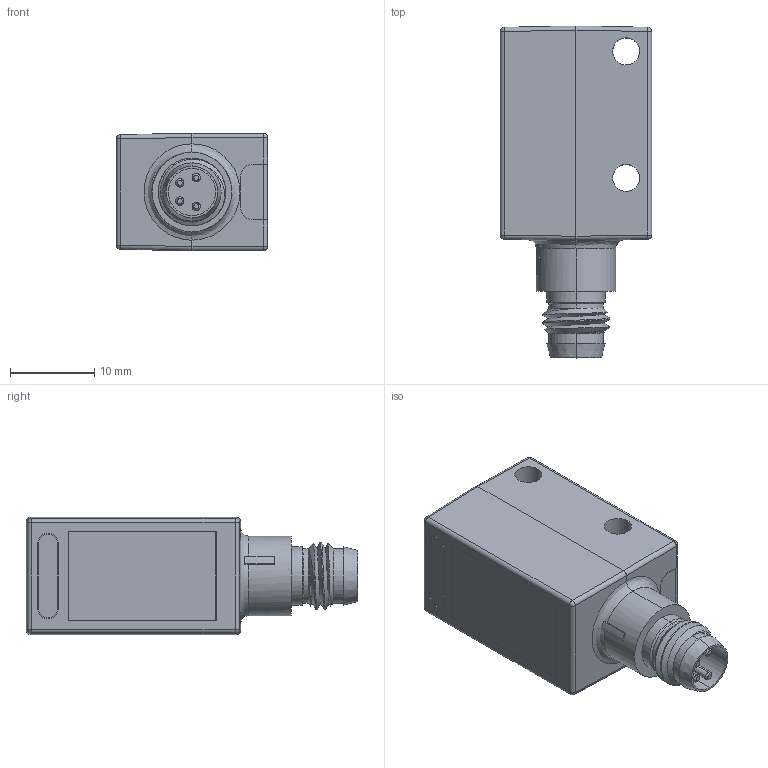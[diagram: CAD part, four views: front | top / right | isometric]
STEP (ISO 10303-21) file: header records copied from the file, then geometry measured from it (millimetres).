
FILE_DESCRIPTION((''),'2;1');
FILE_NAME('CAD1141_ML6_54_F_DUMMY_GR','2010-07-09T',('mschubert'),(''),'PRO/ENGINEER BY PARAMETRIC TECHNOLOGY CORPORATION, 2007250','PRO/ENGINEER BY PARAMETRIC TECHNOLOGY CORPORATION, 2007250','');
FILE_SCHEMA(('CONFIG_CONTROL_DESIGN'));
Length unit declared in the file: millimetre
Products named in the file (1): CAD1141_ML6_54_F_DUMMY_GR
Bounding box: 17.9 x 39.3 x 13.9 mm (x, y, z)
Volume: 6572.7 mm3; surface area: 3056.9 mm2
Topology: 1 solids, 1 shells, 138 faces, 321 edges, 210 vertices
Faces by surface type: cylinder 55, plane 51, cone 20, sphere 8, bspline 4
Entity records: 7192 total; most frequent: CARTESIAN_POINT 2975, DIRECTION 679, ORIENTED_EDGE 620, PRESENTATION_STYLE_ASSIGNMENT 324, STYLED_ITEM 324, CURVE_STYLE 323, EDGE_CURVE 310, AXIS2_PLACEMENT_3D 251
